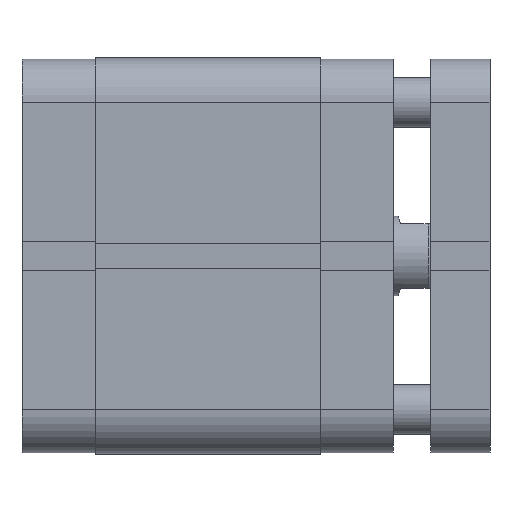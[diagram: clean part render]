
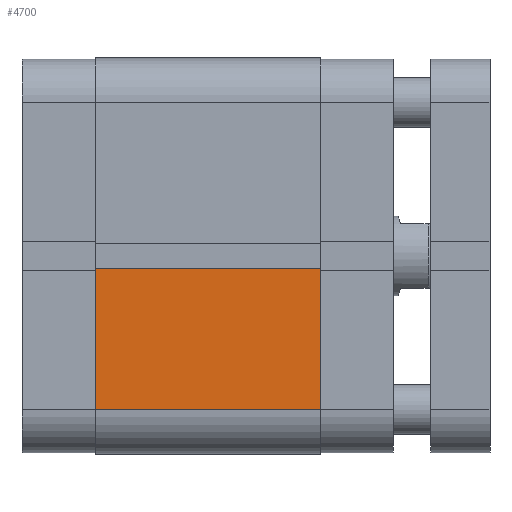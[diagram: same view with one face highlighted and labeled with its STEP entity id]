
A CAD part, front view. The second image highlights one B-rep face of the part: STEP entity #4700.
In plain terms, the highlighted planar face has unit normal (0, -1, 0).
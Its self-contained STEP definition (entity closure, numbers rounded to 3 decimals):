
#584 = AXIS2_PLACEMENT_3D ( 'NONE', #1993, #1996, #1997 ) ;
#1658 = FACE_OUTER_BOUND ( 'NONE', #8000, .T. ) ;
#1813 = LINE ( 'NONE', #2237, #1818 ) ;
#1818 = VECTOR ( 'NONE', #2240, 1000. ) ;
#1993 = CARTESIAN_POINT ( 'NONE',  ( 0., -40., 45.5 ) ) ;
#1994 = PLANE ( 'NONE',  #584 ) ;
#1996 = DIRECTION ( 'NONE',  ( 0., 1., 0. ) ) ;
#1997 = DIRECTION ( 'NONE',  ( 0., 0., 1. ) ) ;
#2237 = CARTESIAN_POINT ( 'NONE',  ( -31., -40., 45.5 ) ) ;
#2240 = DIRECTION ( 'NONE',  ( 0., 0., -1. ) ) ;
#2698 = CARTESIAN_POINT ( 'NONE',  ( 0., -40., 45.5 ) ) ;
#2699 = DIRECTION ( 'NONE',  ( 1., 0., 0. ) ) ;
#2702 = CARTESIAN_POINT ( 'NONE',  ( -2.6, -40., 45.5 ) ) ;
#2703 = DIRECTION ( 'NONE',  ( 0., 0., -1. ) ) ;
#2704 = CARTESIAN_POINT ( 'NONE',  ( 0., -40., 0. ) ) ;
#2705 = DIRECTION ( 'NONE',  ( 1., 0., 0. ) ) ;
#2904 = CARTESIAN_POINT ( 'NONE',  ( -31., -40., 45.5 ) ) ;
#2962 = CARTESIAN_POINT ( 'NONE',  ( -2.6, -40., 45.5 ) ) ;
#3035 = CARTESIAN_POINT ( 'NONE',  ( -31., -40., 0. ) ) ;
#3055 = CARTESIAN_POINT ( 'NONE',  ( -2.6, -40., 0. ) ) ;
#3407 = LINE ( 'NONE', #2702, #3409 ) ;
#3409 = VECTOR ( 'NONE', #2703, 1000. ) ;
#3422 = LINE ( 'NONE', #2698, #3423 ) ;
#3423 = VECTOR ( 'NONE', #2699, 1000. ) ;
#3426 = LINE ( 'NONE', #2704, #3427 ) ;
#3427 = VECTOR ( 'NONE', #2705, 1000. ) ;
#4700 = ADVANCED_FACE ( 'NONE', ( #1658 ), #1994, .F. ) ;
#6271 = EDGE_CURVE ( 'NONE', #6738, #6897, #1813, .T. ) ;
#6468 = EDGE_CURVE ( 'NONE', #6738, #6817, #3422, .T. ) ;
#6470 = EDGE_CURVE ( 'NONE', #6817, #6921, #3407, .T. ) ;
#6471 = EDGE_CURVE ( 'NONE', #6897, #6921, #3426, .T. ) ;
#6738 = VERTEX_POINT ( 'NONE', #2904 ) ;
#6817 = VERTEX_POINT ( 'NONE', #2962 ) ;
#6897 = VERTEX_POINT ( 'NONE', #3035 ) ;
#6921 = VERTEX_POINT ( 'NONE', #3055 ) ;
#7566 = ORIENTED_EDGE ( 'NONE', *, *, #6271, .T. ) ;
#7567 = ORIENTED_EDGE ( 'NONE', *, *, #6468, .F. ) ;
#7568 = ORIENTED_EDGE ( 'NONE', *, *, #6470, .F. ) ;
#7569 = ORIENTED_EDGE ( 'NONE', *, *, #6471, .T. ) ;
#8000 = EDGE_LOOP ( 'NONE', ( #7569, #7568, #7567, #7566 ) ) ;
